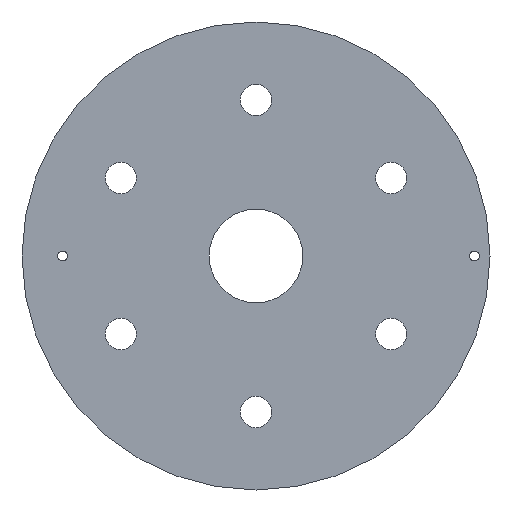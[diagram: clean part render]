
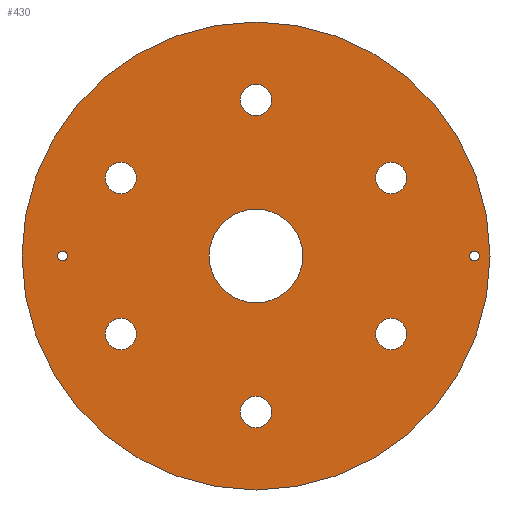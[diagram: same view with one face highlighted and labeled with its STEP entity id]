
A CAD part, front view. The second image highlights one B-rep face of the part: STEP entity #430.
In plain terms, the highlighted planar face has unit normal (0, -1, 0).
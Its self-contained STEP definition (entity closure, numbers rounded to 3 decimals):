
#29=FACE_BOUND('',#109,.T.);
#30=FACE_BOUND('',#110,.T.);
#31=FACE_BOUND('',#111,.T.);
#32=FACE_BOUND('',#112,.T.);
#33=FACE_BOUND('',#113,.T.);
#34=FACE_BOUND('',#114,.T.);
#35=FACE_BOUND('',#115,.T.);
#36=FACE_BOUND('',#116,.T.);
#37=FACE_BOUND('',#117,.T.);
#44=PLANE('',#514);
#69=FACE_OUTER_BOUND('',#108,.T.);
#108=EDGE_LOOP('',(#378));
#109=EDGE_LOOP('',(#379));
#110=EDGE_LOOP('',(#380));
#111=EDGE_LOOP('',(#381));
#112=EDGE_LOOP('',(#382));
#113=EDGE_LOOP('',(#383));
#114=EDGE_LOOP('',(#384));
#115=EDGE_LOOP('',(#385));
#116=EDGE_LOOP('',(#386));
#117=EDGE_LOOP('',(#387));
#155=CIRCLE('',#456,1.6);
#157=CIRCLE('',#459,1.6);
#181=CIRCLE('',#497,5.);
#182=CIRCLE('',#499,5.);
#183=CIRCLE('',#501,5.);
#184=CIRCLE('',#503,5.);
#185=CIRCLE('',#505,5.);
#186=CIRCLE('',#507,5.);
#187=CIRCLE('',#509,15.);
#189=CIRCLE('',#513,75.);
#191=VERTEX_POINT('',#661);
#193=VERTEX_POINT('',#667);
#217=VERTEX_POINT('',#738);
#218=VERTEX_POINT('',#742);
#219=VERTEX_POINT('',#746);
#220=VERTEX_POINT('',#750);
#221=VERTEX_POINT('',#754);
#222=VERTEX_POINT('',#758);
#223=VERTEX_POINT('',#762);
#225=VERTEX_POINT('',#769);
#228=EDGE_CURVE('',#191,#191,#155,.T.);
#231=EDGE_CURVE('',#193,#193,#157,.T.);
#264=EDGE_CURVE('',#217,#217,#181,.T.);
#266=EDGE_CURVE('',#218,#218,#182,.T.);
#268=EDGE_CURVE('',#219,#219,#183,.T.);
#270=EDGE_CURVE('',#220,#220,#184,.T.);
#272=EDGE_CURVE('',#221,#221,#185,.T.);
#274=EDGE_CURVE('',#222,#222,#186,.T.);
#276=EDGE_CURVE('',#223,#223,#187,.T.);
#279=EDGE_CURVE('',#225,#225,#189,.T.);
#378=ORIENTED_EDGE('',*,*,#279,.F.);
#379=ORIENTED_EDGE('',*,*,#228,.T.);
#380=ORIENTED_EDGE('',*,*,#231,.T.);
#381=ORIENTED_EDGE('',*,*,#264,.T.);
#382=ORIENTED_EDGE('',*,*,#266,.T.);
#383=ORIENTED_EDGE('',*,*,#268,.T.);
#384=ORIENTED_EDGE('',*,*,#270,.T.);
#385=ORIENTED_EDGE('',*,*,#272,.T.);
#386=ORIENTED_EDGE('',*,*,#274,.T.);
#387=ORIENTED_EDGE('',*,*,#276,.T.);
#430=ADVANCED_FACE('',(#69,#29,#30,#31,#32,#33,#34,#35,#36,#37),#44,.F.);
#456=AXIS2_PLACEMENT_3D('',#663,#522,#523);
#459=AXIS2_PLACEMENT_3D('',#669,#529,#530);
#497=AXIS2_PLACEMENT_3D('',#740,#614,#615);
#499=AXIS2_PLACEMENT_3D('',#744,#619,#620);
#501=AXIS2_PLACEMENT_3D('',#748,#624,#625);
#503=AXIS2_PLACEMENT_3D('',#752,#629,#630);
#505=AXIS2_PLACEMENT_3D('',#756,#634,#635);
#507=AXIS2_PLACEMENT_3D('',#760,#639,#640);
#509=AXIS2_PLACEMENT_3D('',#764,#644,#645);
#513=AXIS2_PLACEMENT_3D('',#771,#653,#654);
#514=AXIS2_PLACEMENT_3D('',#772,#655,#656);
#522=DIRECTION('center_axis',(0.,1.,0.));
#523=DIRECTION('ref_axis',(1.,0.,0.));
#529=DIRECTION('center_axis',(0.,1.,0.));
#530=DIRECTION('ref_axis',(1.,0.,0.));
#614=DIRECTION('center_axis',(0.,1.,0.));
#615=DIRECTION('ref_axis',(1.,0.,0.));
#619=DIRECTION('center_axis',(0.,1.,0.));
#620=DIRECTION('ref_axis',(1.,0.,0.));
#624=DIRECTION('center_axis',(0.,1.,0.));
#625=DIRECTION('ref_axis',(1.,0.,0.));
#629=DIRECTION('center_axis',(0.,1.,0.));
#630=DIRECTION('ref_axis',(1.,0.,0.));
#634=DIRECTION('center_axis',(0.,1.,0.));
#635=DIRECTION('ref_axis',(1.,0.,0.));
#639=DIRECTION('center_axis',(0.,1.,0.));
#640=DIRECTION('ref_axis',(1.,0.,0.));
#644=DIRECTION('center_axis',(0.,1.,0.));
#645=DIRECTION('ref_axis',(1.,0.,0.));
#653=DIRECTION('center_axis',(0.,1.,0.));
#654=DIRECTION('ref_axis',(-1.,0.,0.));
#655=DIRECTION('center_axis',(0.,1.,0.));
#656=DIRECTION('ref_axis',(0.,0.,1.));
#661=CARTESIAN_POINT('',(68.4,0.,0.));
#663=CARTESIAN_POINT('Origin',(70.,0.,0.));
#667=CARTESIAN_POINT('',(-63.6,0.,0.));
#669=CARTESIAN_POINT('Origin',(-62.,0.,0.));
#738=CARTESIAN_POINT('',(-5.,0.,-50.));
#740=CARTESIAN_POINT('Origin',(0.,0.,-50.));
#742=CARTESIAN_POINT('',(-5.,0.,50.));
#744=CARTESIAN_POINT('Origin',(0.,0.,50.));
#746=CARTESIAN_POINT('',(-48.301,0.,-25.));
#748=CARTESIAN_POINT('Origin',(-43.301,0.,-25.));
#750=CARTESIAN_POINT('',(38.301,0.,-25.));
#752=CARTESIAN_POINT('Origin',(43.301,0.,-25.));
#754=CARTESIAN_POINT('',(38.301,0.,25.));
#756=CARTESIAN_POINT('Origin',(43.301,0.,25.));
#758=CARTESIAN_POINT('',(-48.301,0.,25.));
#760=CARTESIAN_POINT('Origin',(-43.301,0.,25.));
#762=CARTESIAN_POINT('',(-15.,0.,0.));
#764=CARTESIAN_POINT('Origin',(0.,0.,0.));
#769=CARTESIAN_POINT('',(75.,0.,0.));
#771=CARTESIAN_POINT('Origin',(0.,0.,0.));
#772=CARTESIAN_POINT('Origin',(0.,0.,0.));
